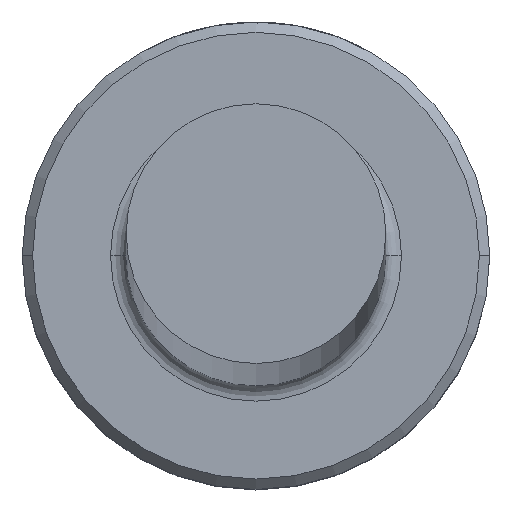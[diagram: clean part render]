
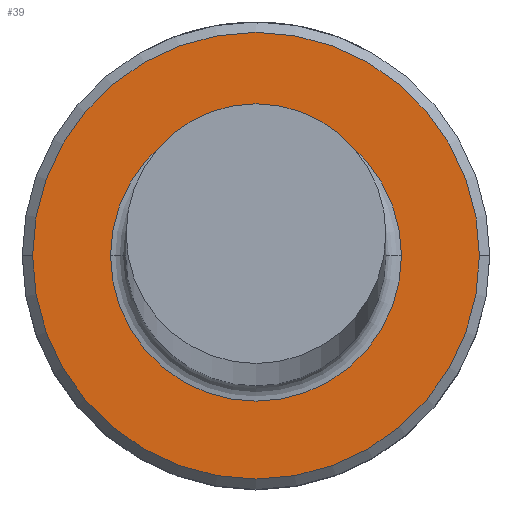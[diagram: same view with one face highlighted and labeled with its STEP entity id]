
A CAD part, top view. The second image highlights one B-rep face of the part: STEP entity #39.
In plain terms, the highlighted planar face has unit normal (0, 0, 1).
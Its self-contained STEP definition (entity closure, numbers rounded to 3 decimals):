
#27 = CARTESIAN_POINT ( 'NONE',  ( 0., 0., 6. ) ) ;
#39 = ADVANCED_FACE ( 'NONE', ( #195, #238 ), #340, .T. ) ;
#117 = CARTESIAN_POINT ( 'NONE',  ( -2.8, 0., 6. ) ) ;
#119 = CARTESIAN_POINT ( 'NONE',  ( 4.3, 0., 6. ) ) ;
#195 = FACE_OUTER_BOUND ( 'NONE', #294, .T. ) ;
#212 = DIRECTION ( 'NONE',  ( 0., 0., 1. ) ) ;
#222 = DIRECTION ( 'NONE',  ( 0., 0., 1. ) ) ;
#238 = FACE_BOUND ( 'NONE', #259, .T. ) ;
#241 = DIRECTION ( 'NONE',  ( 1., 0., 0. ) ) ;
#259 = EDGE_LOOP ( 'NONE', ( #1074, #616 ) ) ;
#294 = EDGE_LOOP ( 'NONE', ( #504, #652 ) ) ;
#322 = CARTESIAN_POINT ( 'NONE',  ( 0., 0., 6. ) ) ;
#332 = CIRCLE ( 'NONE', #1151, 4.3 ) ;
#340 = PLANE ( 'NONE',  #1032 ) ;
#344 = VERTEX_POINT ( 'NONE', #119 ) ;
#363 = DIRECTION ( 'NONE',  ( 0., 0., -1. ) ) ;
#412 = DIRECTION ( 'NONE',  ( -1., 0., 0. ) ) ;
#456 = CARTESIAN_POINT ( 'NONE',  ( 2.8, 0., 6. ) ) ;
#468 = CARTESIAN_POINT ( 'NONE',  ( 0., 0., 6. ) ) ;
#497 = VERTEX_POINT ( 'NONE', #1142 ) ;
#504 = ORIENTED_EDGE ( 'NONE', *, *, #994, .T. ) ;
#550 = AXIS2_PLACEMENT_3D ( 'NONE', #322, #943, #412 ) ;
#559 = DIRECTION ( 'NONE',  ( 1., 0., 0. ) ) ;
#616 = ORIENTED_EDGE ( 'NONE', *, *, #1098, .T. ) ;
#652 = ORIENTED_EDGE ( 'NONE', *, *, #791, .T. ) ;
#716 = CIRCLE ( 'NONE', #550, 2.8 ) ;
#719 = AXIS2_PLACEMENT_3D ( 'NONE', #892, #363, #979 ) ;
#754 = CARTESIAN_POINT ( 'NONE',  ( 0., 0., 6. ) ) ;
#762 = VERTEX_POINT ( 'NONE', #456 ) ;
#791 = EDGE_CURVE ( 'NONE', #344, #497, #970, .T. ) ;
#806 = AXIS2_PLACEMENT_3D ( 'NONE', #468, #1080, #559 ) ;
#843 = DIRECTION ( 'NONE',  ( 1., 0., 0. ) ) ;
#892 = CARTESIAN_POINT ( 'NONE',  ( 0., 0., 6. ) ) ;
#898 = CIRCLE ( 'NONE', #719, 2.8 ) ;
#943 = DIRECTION ( 'NONE',  ( 0., 0., -1. ) ) ;
#966 = VERTEX_POINT ( 'NONE', #117 ) ;
#970 = CIRCLE ( 'NONE', #806, 4.3 ) ;
#979 = DIRECTION ( 'NONE',  ( -1., 0., 0. ) ) ;
#994 = EDGE_CURVE ( 'NONE', #497, #344, #332, .T. ) ;
#1032 = AXIS2_PLACEMENT_3D ( 'NONE', #27, #222, #241 ) ;
#1074 = ORIENTED_EDGE ( 'NONE', *, *, #1162, .T. ) ;
#1080 = DIRECTION ( 'NONE',  ( 0., 0., 1. ) ) ;
#1098 = EDGE_CURVE ( 'NONE', #762, #966, #716, .T. ) ;
#1142 = CARTESIAN_POINT ( 'NONE',  ( -4.3, 0., 6. ) ) ;
#1151 = AXIS2_PLACEMENT_3D ( 'NONE', #754, #212, #843 ) ;
#1162 = EDGE_CURVE ( 'NONE', #966, #762, #898, .T. ) ;
